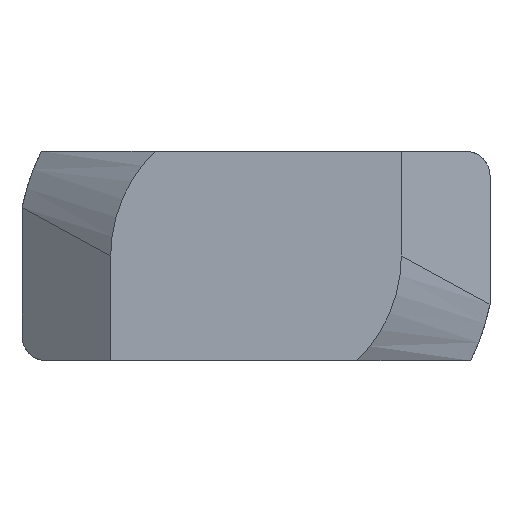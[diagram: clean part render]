
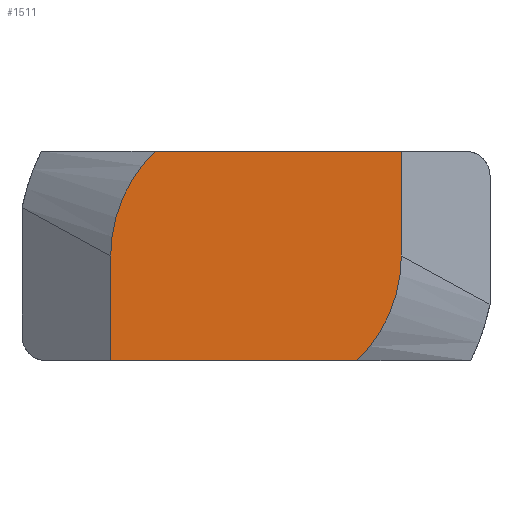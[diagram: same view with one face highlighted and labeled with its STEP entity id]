
A CAD part, front view. The second image highlights one B-rep face of the part: STEP entity #1511.
In plain terms, the highlighted planar face has unit normal (0, -1, 0).
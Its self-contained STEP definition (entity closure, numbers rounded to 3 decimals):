
#36=B_SPLINE_CURVE_WITH_KNOTS('',3,(#2702,#2703,#2704,#2705,#2706,#2707,
#2708,#2709,#2710,#2711),.UNSPECIFIED.,.F.,.F.,(4,2,2,2,4),(-0.475,
-0.356,-0.237,-0.119,0.),
 .UNSPECIFIED.);
#37=B_SPLINE_CURVE_WITH_KNOTS('',3,(#2723,#2724,#2725,#2726,#2727,#2728,
#2729,#2730,#2731,#2732),.UNSPECIFIED.,.F.,.F.,(4,2,2,2,4),(-0.475,
-0.356,-0.237,-0.119,0.),
 .UNSPECIFIED.);
#161=FACE_OUTER_BOUND('',#243,.T.);
#243=EDGE_LOOP('',(#1347,#1348,#1349,#1350,#1351,#1352));
#290=LINE('',#2247,#426);
#347=LINE('',#2590,#483);
#356=LINE('',#2616,#492);
#378=LINE('',#2714,#514);
#426=VECTOR('',#1783,1000.);
#483=VECTOR('',#1972,1000.);
#492=VECTOR('',#1997,1000.);
#514=VECTOR('',#2099,1000.);
#622=VERTEX_POINT('',#2244);
#623=VERTEX_POINT('',#2246);
#682=VERTEX_POINT('',#2587);
#683=VERTEX_POINT('',#2589);
#692=VERTEX_POINT('',#2614);
#710=VERTEX_POINT('',#2700);
#773=EDGE_CURVE('',#622,#623,#290,.T.);
#872=EDGE_CURVE('',#682,#683,#347,.T.);
#887=EDGE_CURVE('',#692,#622,#356,.T.);
#927=EDGE_CURVE('',#710,#692,#36,.T.);
#929=EDGE_CURVE('',#683,#710,#378,.T.);
#930=EDGE_CURVE('',#623,#682,#37,.T.);
#1347=ORIENTED_EDGE('',*,*,#887,.F.);
#1348=ORIENTED_EDGE('',*,*,#927,.F.);
#1349=ORIENTED_EDGE('',*,*,#929,.F.);
#1350=ORIENTED_EDGE('',*,*,#872,.F.);
#1351=ORIENTED_EDGE('',*,*,#930,.F.);
#1352=ORIENTED_EDGE('',*,*,#773,.F.);
#1433=PLANE('',#1682);
#1511=ADVANCED_FACE('',(#161),#1433,.F.);
#1682=AXIS2_PLACEMENT_3D('',#2733,#2100,#2101);
#1783=DIRECTION('',(0.,0.,1.));
#1972=DIRECTION('',(1.,0.,0.));
#1997=DIRECTION('',(-1.,0.,0.));
#2099=DIRECTION('',(0.,0.,-1.));
#2100=DIRECTION('center_axis',(0.,1.,0.));
#2101=DIRECTION('ref_axis',(0.,0.,1.));
#2244=CARTESIAN_POINT('',(-5.9,-4.7,-4.25));
#2246=CARTESIAN_POINT('',(-5.9,-4.7,0.));
#2247=CARTESIAN_POINT('',(-5.9,-4.7,-4.25));
#2587=CARTESIAN_POINT('',(-4.092,-4.7,4.25));
#2589=CARTESIAN_POINT('',(5.9,-4.7,4.25));
#2590=CARTESIAN_POINT('',(-4.092,-4.7,4.25));
#2614=CARTESIAN_POINT('',(4.092,-4.7,-4.25));
#2616=CARTESIAN_POINT('',(4.092,-4.7,-4.25));
#2700=CARTESIAN_POINT('',(5.9,-4.7,0.));
#2702=CARTESIAN_POINT('Ctrl Pts',(5.9,-4.7,0.));
#2703=CARTESIAN_POINT('Ctrl Pts',(5.9,-4.7,-0.396));
#2704=CARTESIAN_POINT('Ctrl Pts',(5.859,-4.7,-0.792));
#2705=CARTESIAN_POINT('Ctrl Pts',(5.699,-4.7,-1.567));
#2706=CARTESIAN_POINT('Ctrl Pts',(5.581,-4.7,-1.945));
#2707=CARTESIAN_POINT('Ctrl Pts',(5.272,-4.7,-2.671));
#2708=CARTESIAN_POINT('Ctrl Pts',(5.082,-4.7,-3.018));
#2709=CARTESIAN_POINT('Ctrl Pts',(4.635,-4.7,-3.671));
#2710=CARTESIAN_POINT('Ctrl Pts',(4.378,-4.7,-3.975));
#2711=CARTESIAN_POINT('Ctrl Pts',(4.092,-4.7,-4.25));
#2714=CARTESIAN_POINT('',(5.9,-4.7,4.25));
#2723=CARTESIAN_POINT('Ctrl Pts',(-5.9,-4.7,0.));
#2724=CARTESIAN_POINT('Ctrl Pts',(-5.9,-4.7,0.396));
#2725=CARTESIAN_POINT('Ctrl Pts',(-5.859,-4.7,0.792));
#2726=CARTESIAN_POINT('Ctrl Pts',(-5.699,-4.7,1.567));
#2727=CARTESIAN_POINT('Ctrl Pts',(-5.581,-4.7,1.945));
#2728=CARTESIAN_POINT('Ctrl Pts',(-5.272,-4.7,2.671));
#2729=CARTESIAN_POINT('Ctrl Pts',(-5.082,-4.7,3.018));
#2730=CARTESIAN_POINT('Ctrl Pts',(-4.635,-4.7,3.671));
#2731=CARTESIAN_POINT('Ctrl Pts',(-4.378,-4.7,3.975));
#2732=CARTESIAN_POINT('Ctrl Pts',(-4.092,-4.7,4.25));
#2733=CARTESIAN_POINT('Origin',(0.,-4.7,0.));
